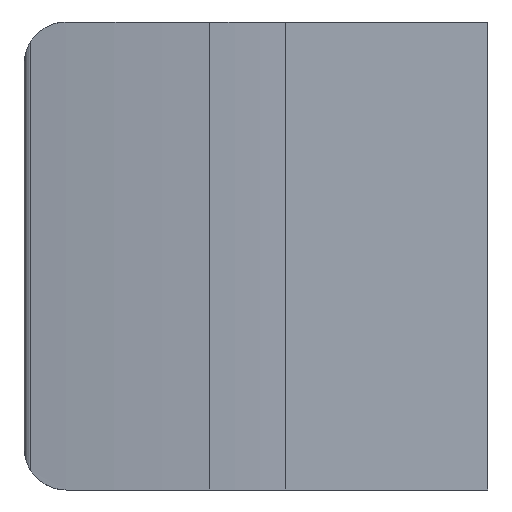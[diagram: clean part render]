
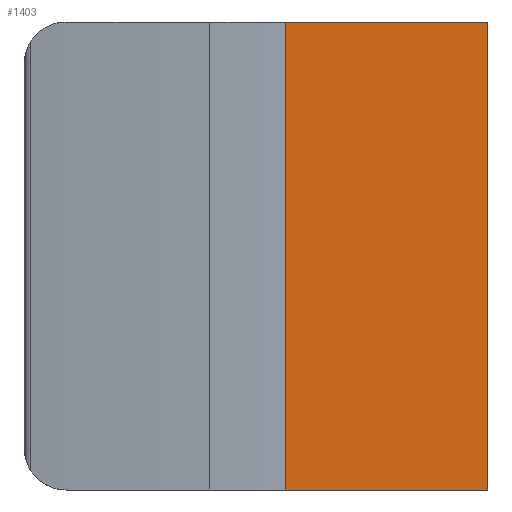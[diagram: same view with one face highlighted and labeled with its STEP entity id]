
A CAD part, left-side view. The second image highlights one B-rep face of the part: STEP entity #1403.
In plain terms, the highlighted planar face has unit normal (-1, 0, 0).
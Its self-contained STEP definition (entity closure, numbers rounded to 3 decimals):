
#1403=ADVANCED_FACE('',(#3210),#3211,.F.);
#3210=FACE_OUTER_BOUND('',#5272,.T.);
#3211=PLANE('',#5273);
#5272=EDGE_LOOP('',(#13370,#13371,#13372,#13373));
#5273=AXIS2_PLACEMENT_3D('',#13374,#13375,#13376);
#13370=ORIENTED_EDGE('',*,*,#16497,.F.);
#13371=ORIENTED_EDGE('',*,*,#16498,.T.);
#13372=ORIENTED_EDGE('',*,*,#16499,.T.);
#13373=ORIENTED_EDGE('',*,*,#16493,.F.);
#13374=CARTESIAN_POINT('',(0.0,0.0,27.75));
#13375=DIRECTION('',(1.0,0.0,0.0));
#13376=DIRECTION('',(0.0,0.0,-1.0));
#16493=EDGE_CURVE('',#19941,#19943,#19944,.T.);
#16497=EDGE_CURVE('',#19949,#19941,#19950,.T.);
#16498=EDGE_CURVE('',#19949,#19951,#19952,.T.);
#16499=EDGE_CURVE('',#19951,#19943,#19953,.T.);
#19941=VERTEX_POINT('',#27526);
#19943=VERTEX_POINT('',#27529);
#19944=LINE('',#27530,#27531);
#19949=VERTEX_POINT('',#27539);
#19950=LINE('',#27540,#27541);
#19951=VERTEX_POINT('',#27542);
#19952=LINE('',#27543,#27544);
#19953=LINE('',#27545,#27546);
#27526=CARTESIAN_POINT('',(0.0,0.0,27.75));
#27529=CARTESIAN_POINT('',(0.0,0.0,-27.75));
#27530=CARTESIAN_POINT('',(0.0,0.0,27.75));
#27531=VECTOR('',#31439,1000.0);
#27539=CARTESIAN_POINT('',(0.0,24.018,27.75));
#27540=CARTESIAN_POINT('',(0.0,0.0,27.75));
#27541=VECTOR('',#31443,1000.0);
#27542=CARTESIAN_POINT('',(0.0,24.018,-27.75));
#27543=CARTESIAN_POINT('',(0.0,24.018,27.75));
#27544=VECTOR('',#31444,1000.0);
#27545=CARTESIAN_POINT('',(0.0,0.0,-27.75));
#27546=VECTOR('',#31445,1000.0);
#31439=DIRECTION('',(0.0,0.0,-1.0));
#31443=DIRECTION('',(0.0,-1.0,0.0));
#31444=DIRECTION('',(0.0,0.0,-1.0));
#31445=DIRECTION('',(0.0,-1.0,0.0));
